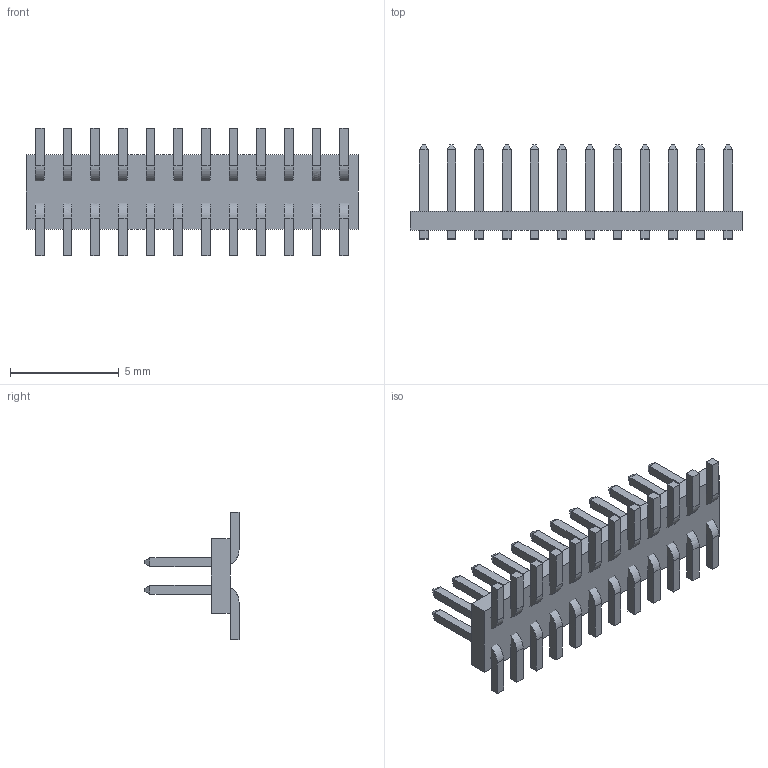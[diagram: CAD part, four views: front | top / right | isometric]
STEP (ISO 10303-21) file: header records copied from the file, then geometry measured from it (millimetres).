
FILE_DESCRIPTION(/* description */ ('STEP AP214'),/* implementation_level */ '2;1');
FILE_NAME(/* name */ 'FTS-112-01-L-DV',/* time_stamp */ '2024-10-30T14:59:07+01:00',/* author */ ('License CC BY-ND 4.0'),/* organization */ ('CADENAS'),/* preprocessor_version */ 'ST-DEVELOPER v19.3',/* originating_system */ 'PARTsolutions',/* authorisation */ ' ');
FILE_SCHEMA (('AUTOMOTIVE_DESIGN {1 0 10303 214 3 1 1}'));
Length unit declared in the file: inch
Products named in the file (4): FTS-112-01-L-DV; FTS-112-01-L-DV_body; FTS-112-01-L-DV_pins1; FTS-112-01-L-DV_pins2
Assembly tree (3 placements, depth 2):
  FTS-112-01-L-DV
    FTS-112-01-L-DV_body
    FTS-112-01-L-DV_pins1
    FTS-112-01-L-DV_pins2
Bounding box: 15.24 x 4.32 x 5.84 mm (x, y, z)
Volume: 82.4 mm3; surface area: 480.2 mm2
Topology: 3 solids, 3 shells, 348 faces, 930 edges, 588 vertices
Faces by surface type: plane 344, cylinder 4
Entity records: 10687 total; most frequent: CARTESIAN_POINT 1870, ORIENTED_EDGE 1860, DIRECTION 1730, EDGE_CURVE 930, LINE 834, VECTOR 834, VERTEX_POINT 588, AXIS2_PLACEMENT_3D 448
